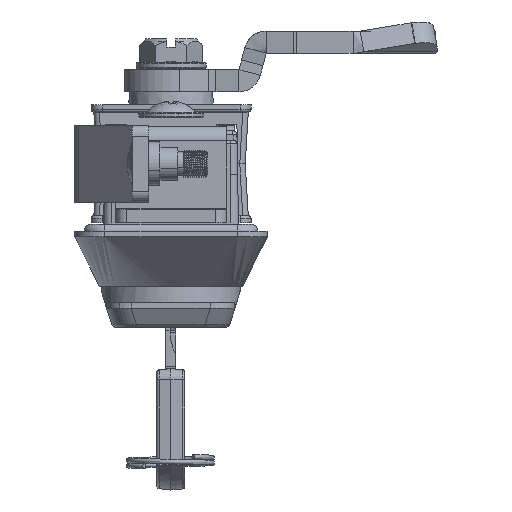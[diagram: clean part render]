
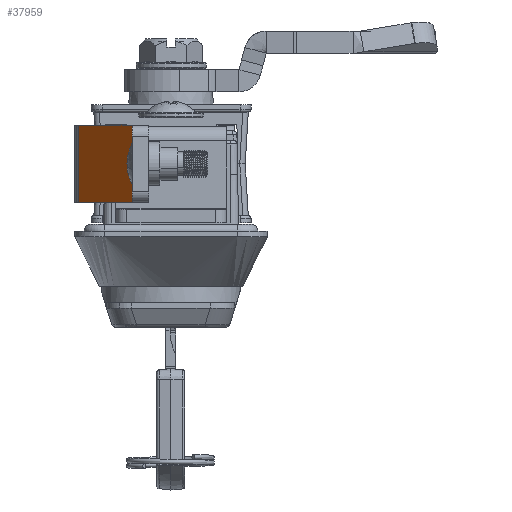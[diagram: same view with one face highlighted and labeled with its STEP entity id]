
A CAD part, left-side view. The second image highlights one B-rep face of the part: STEP entity #37959.
In plain terms, the highlighted planar face has unit normal (-0.628, 0.778, 0).
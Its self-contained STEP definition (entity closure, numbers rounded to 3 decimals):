
#215 = ORIENTED_EDGE ( 'NONE', *, *, #22198, .T. ) ;
#2631 = DIRECTION ( 'NONE',  ( -0.778, -0.628, 0. ) ) ;
#5508 = LINE ( 'NONE', #5704, #30444 ) ;
#5704 = CARTESIAN_POINT ( 'NONE',  ( -100.886, 17.103, 5.2 ) ) ;
#8764 = VERTEX_POINT ( 'NONE', #31763 ) ;
#9853 = CARTESIAN_POINT ( 'NONE',  ( -113.313, 7.066, 5.2 ) ) ;
#10128 = EDGE_LOOP ( 'NONE', ( #10463, #16267, #215, #10233 ) ) ;
#10233 = ORIENTED_EDGE ( 'NONE', *, *, #12986, .T. ) ;
#10249 = CARTESIAN_POINT ( 'NONE',  ( -101.275, 16.789, 19.2 ) ) ;
#10463 = ORIENTED_EDGE ( 'NONE', *, *, #18782, .T. ) ;
#12731 = CARTESIAN_POINT ( 'NONE',  ( -113.313, 7.066, 5.2 ) ) ;
#12986 = EDGE_CURVE ( 'NONE', #25278, #27302, #33244, .T. ) ;
#15317 = CARTESIAN_POINT ( 'NONE',  ( -101.275, 16.789, 14.533 ) ) ;
#16101 = CARTESIAN_POINT ( 'NONE',  ( -101.275, 16.789, 9.867 ) ) ;
#16267 = ORIENTED_EDGE ( 'NONE', *, *, #20174, .F. ) ;
#16879 = DIRECTION ( 'NONE',  ( -0.628, 0.778, 0. ) ) ;
#18782 = EDGE_CURVE ( 'NONE', #27302, #33231, #29639, .T. ) ;
#20137 = CARTESIAN_POINT ( 'NONE',  ( -100.886, 17.103, 6.8 ) ) ;
#20174 = EDGE_CURVE ( 'NONE', #8764, #33231, #24099, .T. ) ;
#20643 = DIRECTION ( 'NONE',  ( 0.778, 0.628, 0. ) ) ;
#22198 = EDGE_CURVE ( 'NONE', #8764, #25278, #5508, .T. ) ;
#23286 = VECTOR ( 'NONE', #20643, 1000. ) ;
#23395 = FACE_OUTER_BOUND ( 'NONE', #10128, .T. ) ;
#23910 = CARTESIAN_POINT ( 'NONE',  ( -100.886, 17.103, 19.2 ) ) ;
#24099 = B_SPLINE_CURVE_WITH_KNOTS ( 'NONE', 3,
 ( #27040, #16101, #15317, #36632 ),
 .UNSPECIFIED., .F., .F.,
 ( 4, 4 ),
 ( -0.176, 1. ),
 .UNSPECIFIED. ) ;
#25278 = VERTEX_POINT ( 'NONE', #9853 ) ;
#27040 = CARTESIAN_POINT ( 'NONE',  ( -101.275, 16.789, 5.2 ) ) ;
#27302 = VERTEX_POINT ( 'NONE', #33536 ) ;
#27508 = CARTESIAN_POINT ( 'NONE',  ( -113.313, 7.066, 19.2 ) ) ;
#28070 = CARTESIAN_POINT ( 'NONE',  ( -113.313, 7.066, 9.867 ) ) ;
#29639 = LINE ( 'NONE', #23910, #23286 ) ;
#30444 = VECTOR ( 'NONE', #2631, 1000. ) ;
#31763 = CARTESIAN_POINT ( 'NONE',  ( -101.275, 16.789, 5.2 ) ) ;
#31821 = DIRECTION ( 'NONE',  ( -0.778, -0.628, 0. ) ) ;
#33231 = VERTEX_POINT ( 'NONE', #10249 ) ;
#33244 = B_SPLINE_CURVE_WITH_KNOTS ( 'NONE', 3,
 ( #12731, #28070, #36146, #27508 ),
 .UNSPECIFIED., .F., .F.,
 ( 4, 4 ),
 ( -0.176, 1. ),
 .UNSPECIFIED. ) ;
#33536 = CARTESIAN_POINT ( 'NONE',  ( -113.313, 7.066, 19.2 ) ) ;
#35084 = PLANE ( 'NONE',  #37322 ) ;
#36146 = CARTESIAN_POINT ( 'NONE',  ( -113.313, 7.066, 14.533 ) ) ;
#36632 = CARTESIAN_POINT ( 'NONE',  ( -101.275, 16.789, 19.2 ) ) ;
#37322 = AXIS2_PLACEMENT_3D ( 'NONE', #20137, #16879, #31821 ) ;
#37959 = ADVANCED_FACE ( 'NONE', ( #23395 ), #35084, .T. ) ;
